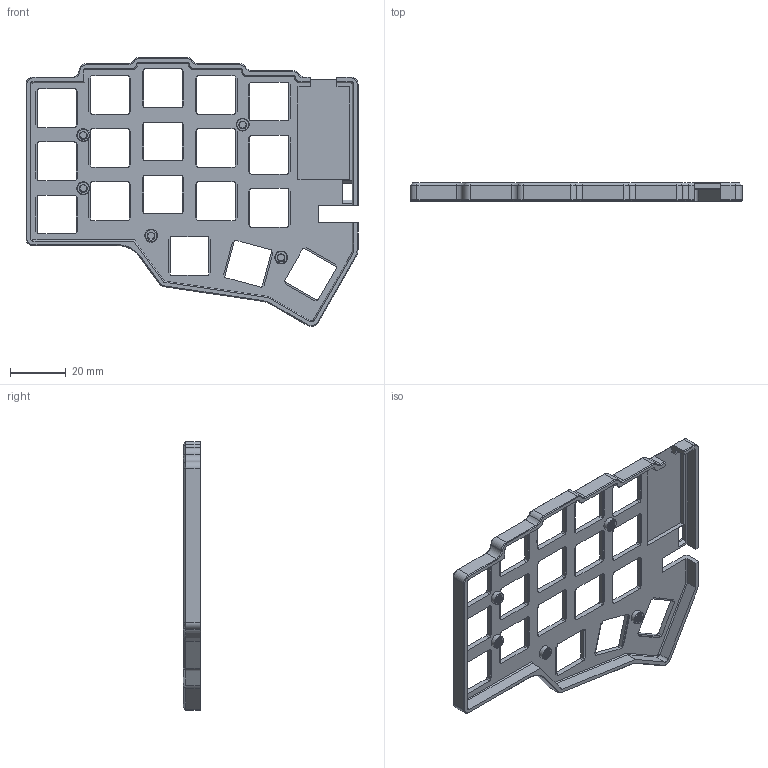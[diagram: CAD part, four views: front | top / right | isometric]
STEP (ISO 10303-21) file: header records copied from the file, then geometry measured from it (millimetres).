
FILE_DESCRIPTION(/* description */ (''),/* implementation_level */ '2;1');
FILE_NAME(/* name */ 'Right Top.step',/* time_stamp */ '2021-03-02T10:16:23+01:00',/* author */ (''),/* organization */ (''),/* preprocessor_version */ 'ST-DEVELOPER v18.1',/* originating_system */ 'Autodesk Translation Framework v9.7.1.1290',/* authorisation */ '');
FILE_SCHEMA (('AUTOMOTIVE_DESIGN { 1 0 10303 214 3 1 1 }'));
Length unit declared in the file: millimetre
Products named in the file (1): Right Top
Bounding box: 118.75 x 6.4 x 96.18 mm (x, y, z)
Volume: 11237.3 mm3; surface area: 16848.9 mm2
Topology: 1 solids, 1 shells, 571 faces, 1587 edges, 1025 vertices
Faces by surface type: plane 327, cylinder 179, cone 55, bspline 10
Full cylindrical faces by diameter (mm): 2.529 x15, 3.086 x5, 4.6 x5
Entity records: 22987 total; most frequent: CARTESIAN_POINT 8390, ORIENTED_EDGE 3174, DIRECTION 2836, EDGE_CURVE 1587, LINE 1118, VECTOR 1118, VERTEX_POINT 1025, AXIS2_PLACEMENT_3D 859
